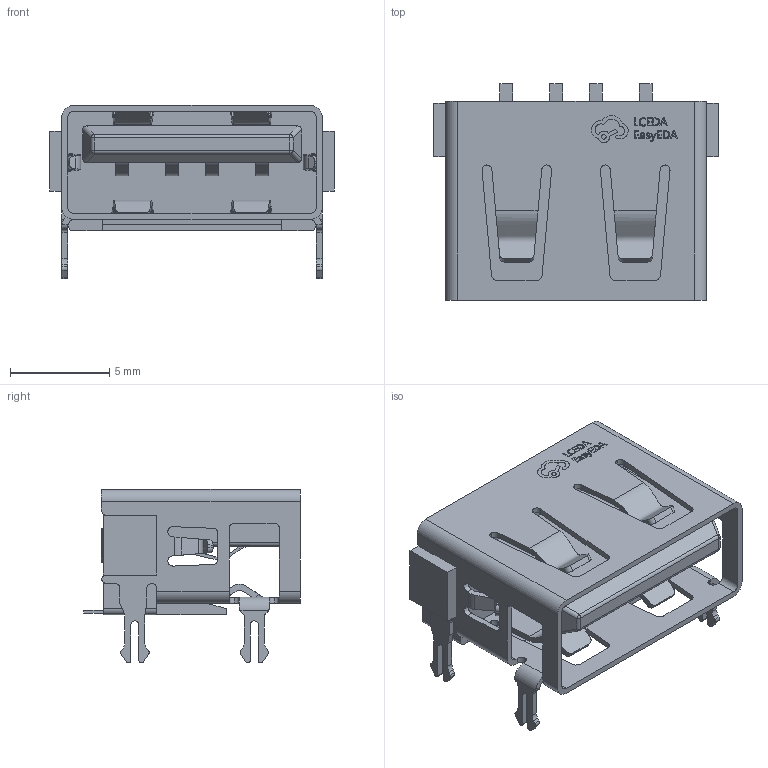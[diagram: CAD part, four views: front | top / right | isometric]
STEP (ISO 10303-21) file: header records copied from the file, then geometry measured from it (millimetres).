
FILE_DESCRIPTION (( 'STEP AP214' ), '1' );
FILE_NAME ('USB-A-SMD_4P-L14.3-W10.6-H6.STEP', '2023-05-05T06:52:36', ( '' ), ( '' ), 'SwSTEP 2.0', 'SolidWorks 2020', '' );
FILE_SCHEMA (( 'AUTOMOTIVE_DESIGN' ));
Length unit declared in the file: millimetre
Products named in the file (1): USB-A-SMD_4P-L14.3-W10.6-H6
Bounding box: 14.3 x 10.9 x 8.7 mm (x, y, z)
Volume: 430 mm3; surface area: 1244.7 mm2
Topology: 2 solids, 2 shells, 803 faces, 2188 edges, 1404 vertices
Faces by surface type: plane 479, cylinder 210, bspline 110, sphere 4
Entity records: 35250 total; most frequent: CARTESIAN_POINT 6682, ORIENTED_EDGE 4368, DIRECTION 3676, EDGE_CURVE 2184, VECTOR 1528, LINE 1528, VERTEX_POINT 1404, AXIS2_PLACEMENT_3D 1074
